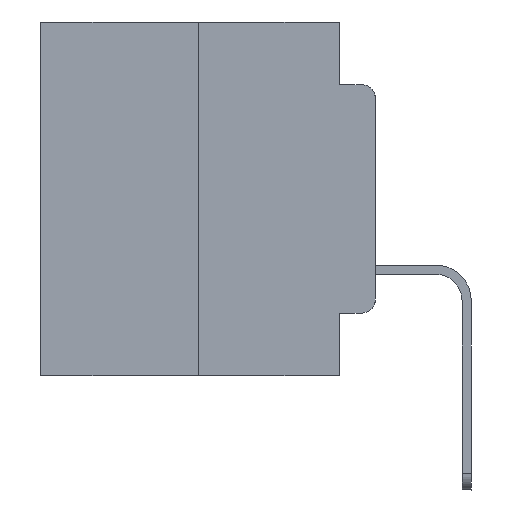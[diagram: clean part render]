
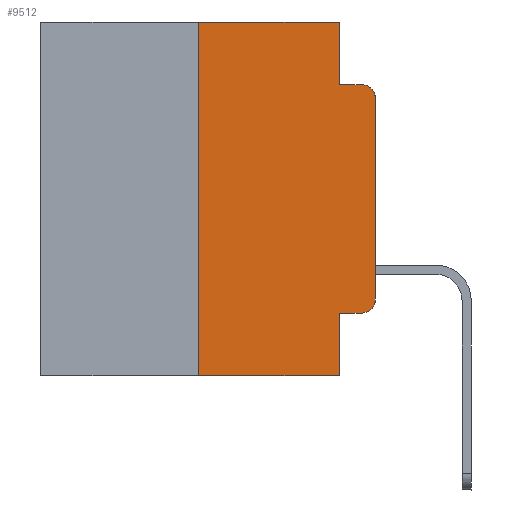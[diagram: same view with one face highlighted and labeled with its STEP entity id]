
A CAD part, left-side view. The second image highlights one B-rep face of the part: STEP entity #9512.
In plain terms, the highlighted planar face has unit normal (-1, 0, 0).
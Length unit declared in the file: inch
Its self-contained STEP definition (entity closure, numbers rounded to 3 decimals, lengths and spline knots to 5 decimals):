
#570 = VERTEX_POINT ( 'NONE', #13346 ) ;
#650 = LINE ( 'NONE', #16522, #17773 ) ;
#908 = CARTESIAN_POINT ( 'NONE',  ( 0., 0.051, -0.4115 ) ) ;
#1137 = DIRECTION ( 'NONE',  ( 0., 0., 1. ) ) ;
#1254 = ORIENTED_EDGE ( 'NONE', *, *, #16678, .T. ) ;
#1363 = DIRECTION ( 'NONE',  ( -1., 0., 0. ) ) ;
#1747 = AXIS2_PLACEMENT_3D ( 'NONE', #9086, #11564, #23532 ) ;
#1915 = FACE_OUTER_BOUND ( 'NONE', #11905, .T. ) ;
#2239 = ORIENTED_EDGE ( 'NONE', *, *, #12397, .F. ) ;
#3878 = VECTOR ( 'NONE', #1137, 39.37008 ) ;
#4190 = VERTEX_POINT ( 'NONE', #15504 ) ;
#5275 = ORIENTED_EDGE ( 'NONE', *, *, #19919, .T. ) ;
#5446 = LINE ( 'NONE', #25296, #3878 ) ;
#5715 = LINE ( 'NONE', #19483, #8513 ) ;
#5961 = ORIENTED_EDGE ( 'NONE', *, *, #16196, .F. ) ;
#7378 = LINE ( 'NONE', #17231, #17655 ) ;
#7800 = ORIENTED_EDGE ( 'NONE', *, *, #14691, .T. ) ;
#7824 = LINE ( 'NONE', #11413, #14373 ) ;
#8427 = LINE ( 'NONE', #908, #10918 ) ;
#8513 = VECTOR ( 'NONE', #9566, 39.37008 ) ;
#8576 = CARTESIAN_POINT ( 'NONE',  ( 0., 0.02, -0.4115 ) ) ;
#8658 = CARTESIAN_POINT ( 'NONE',  ( 0., 0.02, -0.3915 ) ) ;
#9086 = CARTESIAN_POINT ( 'NONE',  ( 0., 0.473, 0. ) ) ;
#9358 = CIRCLE ( 'NONE', #14867, 0.02 ) ;
#9400 = DIRECTION ( 'NONE',  ( 0., 0., -1. ) ) ;
#9503 = VERTEX_POINT ( 'NONE', #8576 ) ;
#9512 = ADVANCED_FACE ( 'NONE', ( #1915 ), #18597, .F. ) ;
#9566 = DIRECTION ( 'NONE',  ( 0., -1., 0. ) ) ;
#10379 = CARTESIAN_POINT ( 'NONE',  ( 0., 0.051, -0.5 ) ) ;
#10496 = AXIS2_PLACEMENT_3D ( 'NONE', #13298, #1363, #13130 ) ;
#10896 = ORIENTED_EDGE ( 'NONE', *, *, #23851, .F. ) ;
#10918 = VECTOR ( 'NONE', #14985, 39.37008 ) ;
#10943 = ORIENTED_EDGE ( 'NONE', *, *, #17792, .F. ) ;
#11315 = VERTEX_POINT ( 'NONE', #15610 ) ;
#11413 = CARTESIAN_POINT ( 'NONE',  ( 0., 0.051, 0. ) ) ;
#11564 = DIRECTION ( 'NONE',  ( 1., 0., 0. ) ) ;
#11905 = EDGE_LOOP ( 'NONE', ( #21049, #1254, #17565, #5961, #2239, #10943, #15518, #10896, #7800, #5275 ) ) ;
#12397 = EDGE_CURVE ( 'NONE', #570, #24817, #21674, .T. ) ;
#12742 = DIRECTION ( 'NONE',  ( 0., -1., 0. ) ) ;
#13130 = DIRECTION ( 'NONE',  ( 0., 0., -1. ) ) ;
#13298 = CARTESIAN_POINT ( 'NONE',  ( 0., 0.02, -0.1085 ) ) ;
#13304 = CIRCLE ( 'NONE', #10496, 0.02 ) ;
#13335 = DIRECTION ( 'NONE',  ( 0., 0., -1. ) ) ;
#13346 = CARTESIAN_POINT ( 'NONE',  ( 0., 0.25, 0. ) ) ;
#14096 = VERTEX_POINT ( 'NONE', #15275 ) ;
#14177 = CARTESIAN_POINT ( 'NONE',  ( 0., 0., -0.3915 ) ) ;
#14373 = VECTOR ( 'NONE', #13335, 39.37008 ) ;
#14486 = CARTESIAN_POINT ( 'NONE',  ( 0., 0.051, -0.4115 ) ) ;
#14685 = EDGE_CURVE ( 'NONE', #14096, #21831, #24979, .T. ) ;
#14691 = EDGE_CURVE ( 'NONE', #23113, #9503, #8427, .T. ) ;
#14867 = AXIS2_PLACEMENT_3D ( 'NONE', #8658, #16657, #22646 ) ;
#14985 = DIRECTION ( 'NONE',  ( 0., -1., 0. ) ) ;
#15275 = CARTESIAN_POINT ( 'NONE',  ( 0., 0.25, -0.5 ) ) ;
#15504 = CARTESIAN_POINT ( 'NONE',  ( 0., 0.02, -0.0885 ) ) ;
#15518 = ORIENTED_EDGE ( 'NONE', *, *, #14685, .T. ) ;
#15610 = CARTESIAN_POINT ( 'NONE',  ( 0., 0.051, -0.0885 ) ) ;
#16196 = EDGE_CURVE ( 'NONE', #24817, #11315, #7378, .T. ) ;
#16522 = CARTESIAN_POINT ( 'NONE',  ( 0., 0., 0. ) ) ;
#16657 = DIRECTION ( 'NONE',  ( -1., 0., 0. ) ) ;
#16678 = EDGE_CURVE ( 'NONE', #22252, #4190, #13304, .T. ) ;
#17231 = CARTESIAN_POINT ( 'NONE',  ( 0., 0.051, 0. ) ) ;
#17565 = ORIENTED_EDGE ( 'NONE', *, *, #18902, .F. ) ;
#17655 = VECTOR ( 'NONE', #9400, 39.37008 ) ;
#17773 = VECTOR ( 'NONE', #18613, 39.37008 ) ;
#17792 = EDGE_CURVE ( 'NONE', #14096, #570, #5446, .T. ) ;
#18116 = VERTEX_POINT ( 'NONE', #14177 ) ;
#18597 = PLANE ( 'NONE',  #1747 ) ;
#18613 = DIRECTION ( 'NONE',  ( 0., 0., 1. ) ) ;
#18902 = EDGE_CURVE ( 'NONE', #11315, #4190, #5715, .T. ) ;
#19483 = CARTESIAN_POINT ( 'NONE',  ( 0., 0.051, -0.0885 ) ) ;
#19677 = CARTESIAN_POINT ( 'NONE',  ( 0., 0., -0.1085 ) ) ;
#19919 = EDGE_CURVE ( 'NONE', #9503, #18116, #9358, .T. ) ;
#21049 = ORIENTED_EDGE ( 'NONE', *, *, #24423, .T. ) ;
#21674 = LINE ( 'NONE', #25187, #23864 ) ;
#21831 = VERTEX_POINT ( 'NONE', #10379 ) ;
#22252 = VERTEX_POINT ( 'NONE', #19677 ) ;
#22646 = DIRECTION ( 'NONE',  ( 0., 0., -1. ) ) ;
#23113 = VERTEX_POINT ( 'NONE', #14486 ) ;
#23532 = DIRECTION ( 'NONE',  ( 0., 0., -1. ) ) ;
#23851 = EDGE_CURVE ( 'NONE', #23113, #21831, #7824, .T. ) ;
#23864 = VECTOR ( 'NONE', #25096, 39.37008 ) ;
#24018 = CARTESIAN_POINT ( 'NONE',  ( 0., 0.051, 0. ) ) ;
#24423 = EDGE_CURVE ( 'NONE', #18116, #22252, #650, .T. ) ;
#24817 = VERTEX_POINT ( 'NONE', #24018 ) ;
#24967 = CARTESIAN_POINT ( 'NONE',  ( 0., 0.473, -0.5 ) ) ;
#24979 = LINE ( 'NONE', #24967, #25598 ) ;
#25096 = DIRECTION ( 'NONE',  ( 0., -1., 0. ) ) ;
#25187 = CARTESIAN_POINT ( 'NONE',  ( 0., 0.473, 0. ) ) ;
#25296 = CARTESIAN_POINT ( 'NONE',  ( 0., 0.25, 0. ) ) ;
#25598 = VECTOR ( 'NONE', #12742, 39.37008 ) ;
